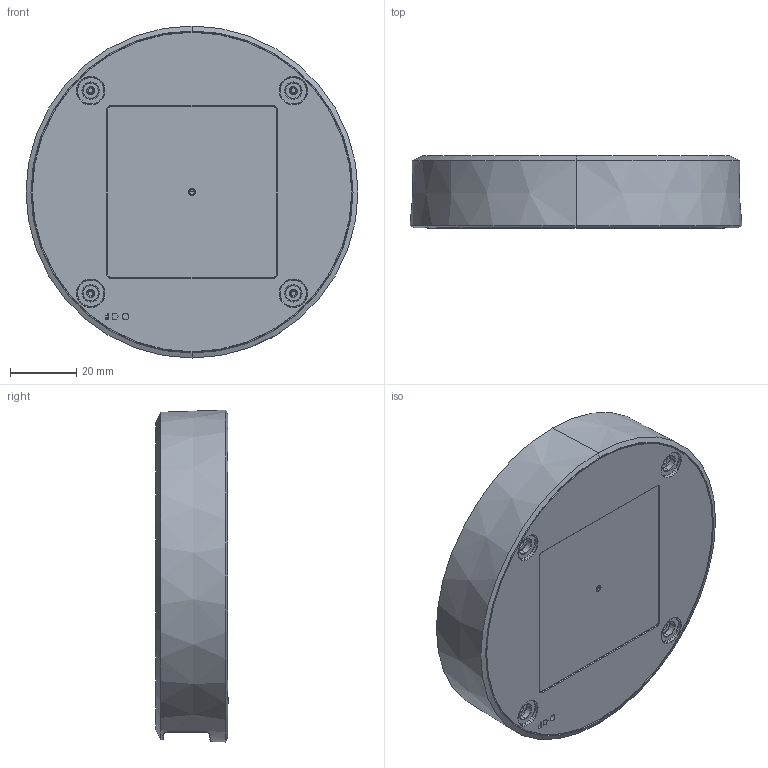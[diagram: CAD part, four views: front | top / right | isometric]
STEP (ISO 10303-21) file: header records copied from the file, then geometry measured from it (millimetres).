
FILE_DESCRIPTION (( 'STEP AP214' ), '1' );
FILE_NAME ('RR-10 SLA (WEP-1L).STEP', '2024-12-20T07:27:07', ( '' ), ( '' ), 'SwSTEP 2.0', 'SolidWorks 2023', '' );
FILE_SCHEMA (( 'AUTOMOTIVE_DESIGN' ));
Length unit declared in the file: millimetre
Products named in the file (7): __RJ45_LED_RJ45_LED_RJ45-8P8C-019A; __RR-10.002_RR-10.002 Cover; __DC002_DC002_DC-016; __rr10_(1v2); RR-10 SLA (WEP-1L); __SWT-3_Switronic 07135; __RR-10.001_RR-10.001 Case
Assembly tree (6 placements, depth 3):
  RR-10 SLA (WEP-1L)
    __rr10_(1v2)
      __DC002_DC002_DC-016
      __RJ45_LED_RJ45_LED_RJ45-8P8C-019A
      __SWT-3_Switronic 07135
    __RR-10.001_RR-10.001 Case
    __RR-10.002_RR-10.002 Cover
Bounding box: 99.96 x 21.8 x 99.96 mm (x, y, z)
Volume: 44398.2 mm3; surface area: 49657.9 mm2
Topology: 9 solids, 9 shells, 2065 faces, 5275 edges, 3253 vertices
Faces by surface type: plane 746, bspline 607, cylinder 254, torus 235, cone 163, sphere 60
Entity records: 73508 total; most frequent: CARTESIAN_POINT 28485, ORIENTED_EDGE 10450, DIRECTION 7954, EDGE_CURVE 5225, VERTEX_POINT 3235, AXIS2_PLACEMENT_3D 2962, EDGE_LOOP 2156, ADVANCED_FACE 2065
